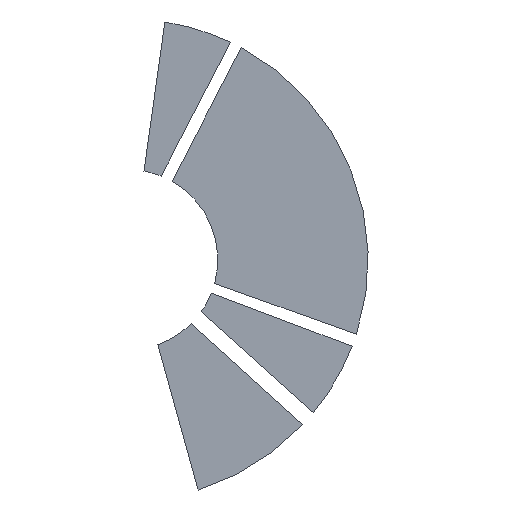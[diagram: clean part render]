
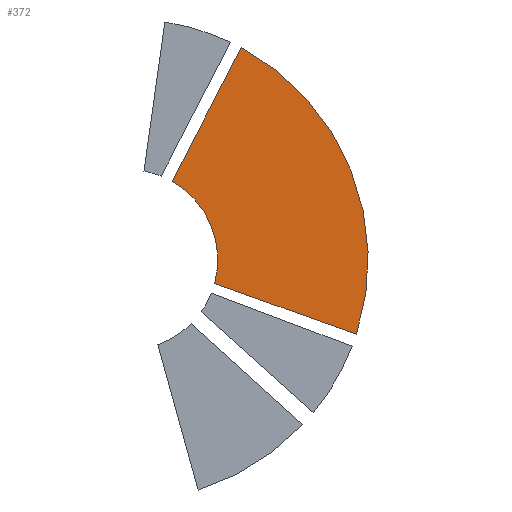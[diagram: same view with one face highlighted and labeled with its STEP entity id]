
A CAD part, front view. The second image highlights one B-rep face of the part: STEP entity #372.
In plain terms, the highlighted planar face has unit normal (0, -1, 0).
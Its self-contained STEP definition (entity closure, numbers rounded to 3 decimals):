
#33=CIRCLE('',#422,6.);
#35=CIRCLE('',#426,16.);
#68=FACE_OUTER_BOUND('',#92,.T.);
#92=EDGE_LOOP('',(#329,#330,#331,#332));
#117=LINE('',#626,#149);
#122=LINE('',#640,#154);
#149=VECTOR('',#518,10.);
#154=VECTOR('',#531,10.);
#181=VERTEX_POINT('',#624);
#182=VERTEX_POINT('',#625);
#185=VERTEX_POINT('',#633);
#187=VERTEX_POINT('',#639);
#225=EDGE_CURVE('',#181,#182,#117,.T.);
#229=EDGE_CURVE('',#182,#185,#33,.T.);
#232=EDGE_CURVE('',#185,#187,#122,.T.);
#235=EDGE_CURVE('',#181,#187,#35,.T.);
#329=ORIENTED_EDGE('',*,*,#235,.F.);
#330=ORIENTED_EDGE('',*,*,#225,.T.);
#331=ORIENTED_EDGE('',*,*,#229,.T.);
#332=ORIENTED_EDGE('',*,*,#232,.T.);
#348=PLANE('',#429);
#372=ADVANCED_FACE('',(#68),#348,.F.);
#422=AXIS2_PLACEMENT_3D('',#634,#524,#525);
#426=AXIS2_PLACEMENT_3D('',#645,#536,#537);
#429=AXIS2_PLACEMENT_3D('',#648,#542,#543);
#518=DIRECTION('',(-0.459,0.,-0.888));
#524=DIRECTION('center_axis',(0.,1.,0.));
#525=DIRECTION('ref_axis',(1.,0.,0.));
#531=DIRECTION('',(0.942,0.,-0.337));
#536=DIRECTION('center_axis',(0.,1.,0.));
#537=DIRECTION('ref_axis',(1.,0.,0.));
#542=DIRECTION('center_axis',(0.,1.,0.));
#543=DIRECTION('ref_axis',(1.,0.,0.));
#624=CARTESIAN_POINT('',(7.557,0.,14.103));
#625=CARTESIAN_POINT('',(2.964,0.,5.217));
#626=CARTESIAN_POINT('',(7.557,0.,14.103));
#633=CARTESIAN_POINT('',(5.79,0.,-1.574));
#634=CARTESIAN_POINT('Origin',(0.,0.,0.));
#639=CARTESIAN_POINT('',(15.216,0.,-4.946));
#640=CARTESIAN_POINT('',(5.79,0.,-1.574));
#645=CARTESIAN_POINT('Origin',(0.,0.,0.));
#648=CARTESIAN_POINT('Origin',(9.482,0.,4.578));
